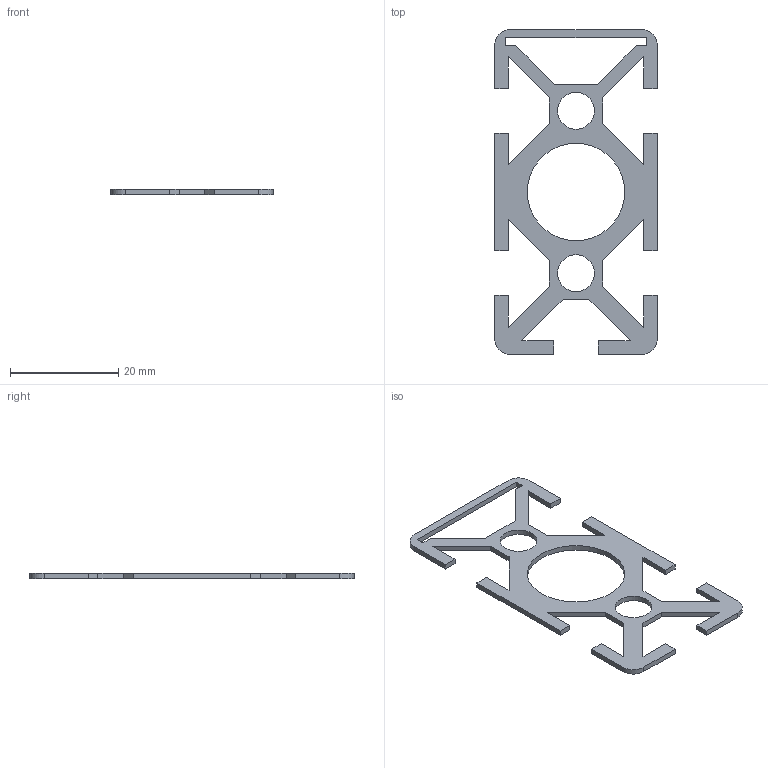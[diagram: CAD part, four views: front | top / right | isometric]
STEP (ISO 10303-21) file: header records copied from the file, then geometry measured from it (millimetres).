
FILE_DESCRIPTION((''),'2;1');
FILE_NAME('SP170_extern.ipt.step','2007-09-10T15:09:19',(''),(''),'Autodesk Inventor 11','Autodesk Inventor 11','');
FILE_SCHEMA(('AUTOMOTIVE_DESIGN { 1 0 10303 214 1 1 1 1 }'));
Length unit declared in the file: millimetre
Products named in the file (1): SP170_extern
Bounding box: 30 x 60 x 1 mm (x, y, z)
Volume: 746.5 mm3; surface area: 2002.7 mm2
Topology: 1 solids, 1 shells, 61 faces, 180 edges, 121 vertices
Faces by surface type: plane 54, cylinder 5, bspline 2
Full cylindrical faces by diameter (mm): 6.8 x1
Entity records: 2035 total; most frequent: CARTESIAN_POINT 388, ORIENTED_EDGE 348, DIRECTION 308, EDGE_CURVE 174, VECTOR 160, LINE 160, VERTEX_POINT 118, AXIS2_PLACEMENT_3D 74
